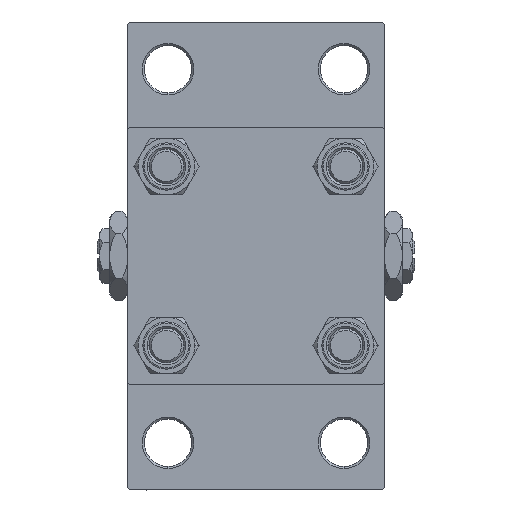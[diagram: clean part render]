
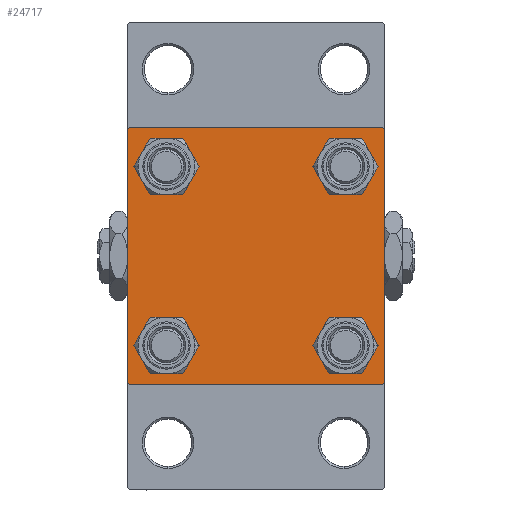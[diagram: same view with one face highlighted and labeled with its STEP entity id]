
A CAD part, left-side view. The second image highlights one B-rep face of the part: STEP entity #24717.
In plain terms, the highlighted planar face has unit normal (-1, 0, 0).
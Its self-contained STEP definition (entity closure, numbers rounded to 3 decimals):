
#818 = VERTEX_POINT ( 'NONE', #16823 ) ;
#1039 = EDGE_CURVE ( 'NONE', #44644, #34330, #37764, .T. ) ;
#1091 = DIRECTION ( 'NONE',  ( 0., 0., 1. ) ) ;
#1302 = ORIENTED_EDGE ( 'NONE', *, *, #27978, .T. ) ;
#1404 = LINE ( 'NONE', #23901, #31445 ) ;
#2621 = VERTEX_POINT ( 'NONE', #10012 ) ;
#2897 = EDGE_CURVE ( 'NONE', #818, #47758, #34179, .T. ) ;
#2973 = EDGE_LOOP ( 'NONE', ( #6239, #48105 ) ) ;
#2997 = VERTEX_POINT ( 'NONE', #30708 ) ;
#4986 = ORIENTED_EDGE ( 'NONE', *, *, #37786, .T. ) ;
#5154 = DIRECTION ( 'NONE',  ( 0., 0., 1. ) ) ;
#5542 = LINE ( 'NONE', #17150, #17269 ) ;
#6239 = ORIENTED_EDGE ( 'NONE', *, *, #37179, .T. ) ;
#6325 = FACE_BOUND ( 'NONE', #32441, .T. ) ;
#6744 = CIRCLE ( 'NONE', #45491, 4.5 ) ;
#7037 = VECTOR ( 'NONE', #36919, 1000. ) ;
#8788 = CARTESIAN_POINT ( 'NONE',  ( 0., -29.5, -30. ) ) ;
#9009 = DIRECTION ( 'NONE',  ( 1., 0., 0. ) ) ;
#9144 = LINE ( 'NONE', #47534, #39187 ) ;
#9234 = AXIS2_PLACEMENT_3D ( 'NONE', #17696, #28128, #24400 ) ;
#9237 = CIRCLE ( 'NONE', #32166, 4.5 ) ;
#9394 = DIRECTION ( 'NONE',  ( 0., -1., 0. ) ) ;
#9564 = EDGE_CURVE ( 'NONE', #11506, #2621, #5542, .T. ) ;
#9941 = VERTEX_POINT ( 'NONE', #33189 ) ;
#10012 = CARTESIAN_POINT ( 'NONE',  ( 0., 30., 29.5 ) ) ;
#11153 = CARTESIAN_POINT ( 'NONE',  ( 0., -20.85, 20.85 ) ) ;
#11506 = VERTEX_POINT ( 'NONE', #38729 ) ;
#11668 = EDGE_LOOP ( 'NONE', ( #34931, #45644, #45773, #1302, #24611, #48026, #33024, #20732 ) ) ;
#12390 = DIRECTION ( 'NONE',  ( 0., 0., 1. ) ) ;
#12576 = EDGE_LOOP ( 'NONE', ( #42763, #20406 ) ) ;
#13086 = AXIS2_PLACEMENT_3D ( 'NONE', #14649, #41134, #13932 ) ;
#13151 = CARTESIAN_POINT ( 'NONE',  ( 0., -20.85, -20.85 ) ) ;
#13533 = DIRECTION ( 'NONE',  ( 0., 0.707, 0.707 ) ) ;
#13754 = DIRECTION ( 'NONE',  ( 0., -0.707, 0.707 ) ) ;
#13932 = DIRECTION ( 'NONE',  ( 0., 0., 1. ) ) ;
#13994 = DIRECTION ( 'NONE',  ( -1., 0., 0. ) ) ;
#14649 = CARTESIAN_POINT ( 'NONE',  ( 0., 20.85, 20.85 ) ) ;
#14713 = FACE_BOUND ( 'NONE', #12576, .T. ) ;
#15376 = EDGE_CURVE ( 'NONE', #2621, #30645, #32863, .T. ) ;
#15426 = EDGE_CURVE ( 'NONE', #39253, #2997, #42866, .T. ) ;
#16557 = DIRECTION ( 'NONE',  ( 1., 0., 0. ) ) ;
#16777 = CARTESIAN_POINT ( 'NONE',  ( 0., 30., 30. ) ) ;
#16823 = CARTESIAN_POINT ( 'NONE',  ( 0., 29.5, -30. ) ) ;
#17150 = CARTESIAN_POINT ( 'NONE',  ( 0., 29.75, 29.75 ) ) ;
#17269 = VECTOR ( 'NONE', #47645, 1000. ) ;
#17696 = CARTESIAN_POINT ( 'NONE',  ( 0., -20.85, -20.85 ) ) ;
#17921 = CIRCLE ( 'NONE', #9234, 4.5 ) ;
#18128 = CARTESIAN_POINT ( 'NONE',  ( 0., 29.75, -29.75 ) ) ;
#18579 = CARTESIAN_POINT ( 'NONE',  ( 0., 30., -30. ) ) ;
#19454 = CARTESIAN_POINT ( 'NONE',  ( 0., 20.85, -20.85 ) ) ;
#20406 = ORIENTED_EDGE ( 'NONE', *, *, #1039, .T. ) ;
#20732 = ORIENTED_EDGE ( 'NONE', *, *, #9564, .T. ) ;
#20768 = DIRECTION ( 'NONE',  ( 1., 0., 0. ) ) ;
#20884 = LINE ( 'NONE', #39990, #26513 ) ;
#21428 = DIRECTION ( 'NONE',  ( 1., 0., 0. ) ) ;
#21616 = PLANE ( 'NONE',  #32842 ) ;
#21972 = VERTEX_POINT ( 'NONE', #39108 ) ;
#22316 = LINE ( 'NONE', #18128, #36095 ) ;
#23901 = CARTESIAN_POINT ( 'NONE',  ( 0., -29.75, 29.75 ) ) ;
#24400 = DIRECTION ( 'NONE',  ( 0., 0., 1. ) ) ;
#24611 = ORIENTED_EDGE ( 'NONE', *, *, #29027, .F. ) ;
#24717 = ADVANCED_FACE ( 'NONE', ( #33521, #48903, #14713, #6325, #32813 ), #21616, .T. ) ;
#24911 = DIRECTION ( 'NONE',  ( 0., 0., -1. ) ) ;
#25058 = EDGE_LOOP ( 'NONE', ( #48345, #41655 ) ) ;
#25441 = AXIS2_PLACEMENT_3D ( 'NONE', #44016, #21428, #32379 ) ;
#26183 = DIRECTION ( 'NONE',  ( 1., 0., 0. ) ) ;
#26213 = CARTESIAN_POINT ( 'NONE',  ( 0., -20.85, -16.35 ) ) ;
#26241 = ORIENTED_EDGE ( 'NONE', *, *, #45307, .T. ) ;
#26513 = VECTOR ( 'NONE', #13754, 1000. ) ;
#27978 = EDGE_CURVE ( 'NONE', #47758, #21972, #20884, .T. ) ;
#28128 = DIRECTION ( 'NONE',  ( 1., 0., 0. ) ) ;
#28545 = EDGE_CURVE ( 'NONE', #11506, #48292, #9144, .T. ) ;
#29027 = EDGE_CURVE ( 'NONE', #9941, #21972, #41207, .T. ) ;
#29089 = DIRECTION ( 'NONE',  ( 0., 0., 1. ) ) ;
#29703 = VECTOR ( 'NONE', #40488, 1000. ) ;
#30129 = EDGE_CURVE ( 'NONE', #30645, #818, #22316, .T. ) ;
#30524 = EDGE_CURVE ( 'NONE', #2997, #39253, #9237, .T. ) ;
#30645 = VERTEX_POINT ( 'NONE', #31925 ) ;
#30708 = CARTESIAN_POINT ( 'NONE',  ( 0., -20.85, 16.35 ) ) ;
#31316 = VERTEX_POINT ( 'NONE', #26213 ) ;
#31327 = AXIS2_PLACEMENT_3D ( 'NONE', #46910, #9009, #1091 ) ;
#31445 = VECTOR ( 'NONE', #13533, 1000. ) ;
#31925 = CARTESIAN_POINT ( 'NONE',  ( 0., 30., -29.5 ) ) ;
#32166 = AXIS2_PLACEMENT_3D ( 'NONE', #11153, #45573, #38369 ) ;
#32379 = DIRECTION ( 'NONE',  ( 0., 0., 1. ) ) ;
#32441 = EDGE_LOOP ( 'NONE', ( #4986, #26241 ) ) ;
#32813 = FACE_OUTER_BOUND ( 'NONE', #11668, .T. ) ;
#32842 = AXIS2_PLACEMENT_3D ( 'NONE', #47934, #13994, #29089 ) ;
#32863 = LINE ( 'NONE', #16777, #34098 ) ;
#33024 = ORIENTED_EDGE ( 'NONE', *, *, #28545, .F. ) ;
#33189 = CARTESIAN_POINT ( 'NONE',  ( 0., -30., 29.5 ) ) ;
#33406 = EDGE_CURVE ( 'NONE', #9941, #48292, #1404, .T. ) ;
#33521 = FACE_BOUND ( 'NONE', #25058, .T. ) ;
#34098 = VECTOR ( 'NONE', #24911, 1000. ) ;
#34179 = LINE ( 'NONE', #18579, #7037 ) ;
#34330 = VERTEX_POINT ( 'NONE', #39796 ) ;
#34413 = CIRCLE ( 'NONE', #13086, 4.5 ) ;
#34635 = AXIS2_PLACEMENT_3D ( 'NONE', #19454, #26183, #41767 ) ;
#34731 = CIRCLE ( 'NONE', #48196, 4.5 ) ;
#34931 = ORIENTED_EDGE ( 'NONE', *, *, #15376, .T. ) ;
#36095 = VECTOR ( 'NONE', #36710, 1000. ) ;
#36314 = CARTESIAN_POINT ( 'NONE',  ( 0., -20.85, -25.35 ) ) ;
#36710 = DIRECTION ( 'NONE',  ( 0., -0.707, -0.707 ) ) ;
#36919 = DIRECTION ( 'NONE',  ( 0., -1., 0. ) ) ;
#37002 = CARTESIAN_POINT ( 'NONE',  ( 0., -30., 30. ) ) ;
#37179 = EDGE_CURVE ( 'NONE', #31316, #48691, #6744, .T. ) ;
#37764 = CIRCLE ( 'NONE', #34635, 4.5 ) ;
#37786 = EDGE_CURVE ( 'NONE', #46472, #42624, #34413, .T. ) ;
#37795 = CARTESIAN_POINT ( 'NONE',  ( 0., 20.85, 25.35 ) ) ;
#38369 = DIRECTION ( 'NONE',  ( 0., 0., 1. ) ) ;
#38442 = CIRCLE ( 'NONE', #31327, 4.5 ) ;
#38589 = CARTESIAN_POINT ( 'NONE',  ( 0., 20.85, 20.85 ) ) ;
#38729 = CARTESIAN_POINT ( 'NONE',  ( 0., 29.5, 30. ) ) ;
#39101 = EDGE_CURVE ( 'NONE', #34330, #44644, #38442, .T. ) ;
#39108 = CARTESIAN_POINT ( 'NONE',  ( 0., -30., -29.5 ) ) ;
#39187 = VECTOR ( 'NONE', #9394, 1000. ) ;
#39253 = VERTEX_POINT ( 'NONE', #41140 ) ;
#39796 = CARTESIAN_POINT ( 'NONE',  ( 0., 20.85, -16.35 ) ) ;
#39990 = CARTESIAN_POINT ( 'NONE',  ( 0., -29.75, -29.75 ) ) ;
#40382 = CARTESIAN_POINT ( 'NONE',  ( 0., -29.5, 30. ) ) ;
#40488 = DIRECTION ( 'NONE',  ( 0., 0., -1. ) ) ;
#40759 = EDGE_CURVE ( 'NONE', #48691, #31316, #17921, .T. ) ;
#41134 = DIRECTION ( 'NONE',  ( 1., 0., 0. ) ) ;
#41140 = CARTESIAN_POINT ( 'NONE',  ( 0., -20.85, 25.35 ) ) ;
#41207 = LINE ( 'NONE', #37002, #29703 ) ;
#41655 = ORIENTED_EDGE ( 'NONE', *, *, #30524, .T. ) ;
#41767 = DIRECTION ( 'NONE',  ( 0., 0., 1. ) ) ;
#42624 = VERTEX_POINT ( 'NONE', #42885 ) ;
#42763 = ORIENTED_EDGE ( 'NONE', *, *, #39101, .T. ) ;
#42866 = CIRCLE ( 'NONE', #25441, 4.5 ) ;
#42885 = CARTESIAN_POINT ( 'NONE',  ( 0., 20.85, 16.35 ) ) ;
#44016 = CARTESIAN_POINT ( 'NONE',  ( 0., -20.85, 20.85 ) ) ;
#44644 = VERTEX_POINT ( 'NONE', #45154 ) ;
#45154 = CARTESIAN_POINT ( 'NONE',  ( 0., 20.85, -25.35 ) ) ;
#45307 = EDGE_CURVE ( 'NONE', #42624, #46472, #34731, .T. ) ;
#45491 = AXIS2_PLACEMENT_3D ( 'NONE', #13151, #20768, #12390 ) ;
#45573 = DIRECTION ( 'NONE',  ( 1., 0., 0. ) ) ;
#45644 = ORIENTED_EDGE ( 'NONE', *, *, #30129, .T. ) ;
#45773 = ORIENTED_EDGE ( 'NONE', *, *, #2897, .T. ) ;
#46472 = VERTEX_POINT ( 'NONE', #37795 ) ;
#46910 = CARTESIAN_POINT ( 'NONE',  ( 0., 20.85, -20.85 ) ) ;
#47534 = CARTESIAN_POINT ( 'NONE',  ( 0., 30., 30. ) ) ;
#47645 = DIRECTION ( 'NONE',  ( 0., 0.707, -0.707 ) ) ;
#47758 = VERTEX_POINT ( 'NONE', #8788 ) ;
#47934 = CARTESIAN_POINT ( 'NONE',  ( 0., 0., 0. ) ) ;
#48026 = ORIENTED_EDGE ( 'NONE', *, *, #33406, .T. ) ;
#48105 = ORIENTED_EDGE ( 'NONE', *, *, #40759, .T. ) ;
#48196 = AXIS2_PLACEMENT_3D ( 'NONE', #38589, #16557, #5154 ) ;
#48292 = VERTEX_POINT ( 'NONE', #40382 ) ;
#48345 = ORIENTED_EDGE ( 'NONE', *, *, #15426, .T. ) ;
#48691 = VERTEX_POINT ( 'NONE', #36314 ) ;
#48903 = FACE_BOUND ( 'NONE', #2973, .T. ) ;
